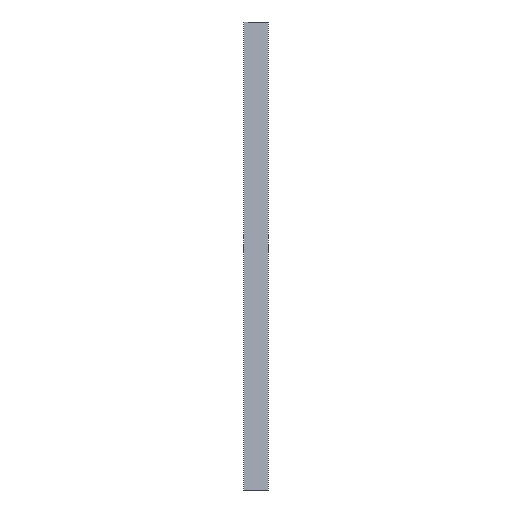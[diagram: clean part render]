
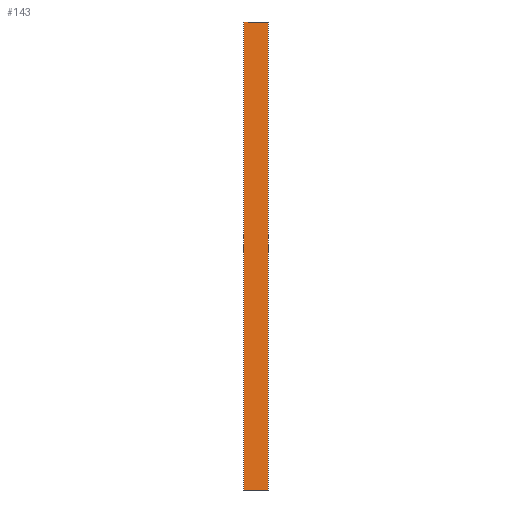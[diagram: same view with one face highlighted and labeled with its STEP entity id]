
A CAD part, front view. The second image highlights one B-rep face of the part: STEP entity #143.
In plain terms, the highlighted face is a extrusion surface.
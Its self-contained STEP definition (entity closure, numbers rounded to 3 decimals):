
#80=CARTESIAN_POINT('Vertex',(530.93,-1.121,654.)) ;
#83=CARTESIAN_POINT('Line Origine',(530.93,-1.121,327.)) ;
#87=CARTESIAN_POINT('Vertex',(530.93,-1.121,0.)) ;
#103=CARTESIAN_POINT('Control Point',(530.93,-1.121,0.)) ;
#104=CARTESIAN_POINT('Control Point',(524.301,-2.636,0.)) ;
#105=CARTESIAN_POINT('Control Point',(517.561,-4.172,0.)) ;
#106=CARTESIAN_POINT('Control Point',(510.721,-5.723,0.)) ;
#107=CARTESIAN_POINT('Control Point',(503.795,-7.284,0.)) ;
#108=CARTESIAN_POINT('Control Point',(496.794,-8.85,0.)) ;
#113=CARTESIAN_POINT('Control Point',(530.93,-1.121,654.)) ;
#114=CARTESIAN_POINT('Control Point',(524.301,-2.636,654.)) ;
#115=CARTESIAN_POINT('Control Point',(517.561,-4.172,654.)) ;
#116=CARTESIAN_POINT('Control Point',(510.721,-5.723,654.)) ;
#117=CARTESIAN_POINT('Control Point',(503.795,-7.284,654.)) ;
#118=CARTESIAN_POINT('Control Point',(496.794,-8.85,654.)) ;
#119=CARTESIAN_POINT('Vertex',(496.794,-8.85,654.)) ;
#122=CARTESIAN_POINT('Line Origine',(496.794,-8.85,327.)) ;
#126=CARTESIAN_POINT('Vertex',(496.794,-8.85,0.)) ;
#130=CARTESIAN_POINT('Control Point',(530.93,-1.121,0.)) ;
#131=CARTESIAN_POINT('Control Point',(524.301,-2.636,0.)) ;
#132=CARTESIAN_POINT('Control Point',(517.561,-4.172,0.)) ;
#133=CARTESIAN_POINT('Control Point',(510.721,-5.723,0.)) ;
#134=CARTESIAN_POINT('Control Point',(503.795,-7.284,0.)) ;
#135=CARTESIAN_POINT('Control Point',(496.794,-8.85,0.)) ;
#85=VECTOR('Line Direction',#84,1.) ;
#110=VECTOR('Extrusion Surface Vector',#109,1.) ;
#124=VECTOR('Line Direction',#123,1.) ;
#84=DIRECTION('Vector Direction',(0.,0.,1.)) ;
#109=DIRECTION('Vector Direction',(0.,0.,1.)) ;
#123=DIRECTION('Vector Direction',(0.,0.,1.)) ;
#86=LINE('Line',#83,#85) ;
#125=LINE('Line',#122,#124) ;
#89=EDGE_CURVE('',#88,#81,#86,.T.) ;
#121=EDGE_CURVE('',#81,#120,#112,.T.) ;
#128=EDGE_CURVE('',#127,#120,#125,.T.) ;
#136=EDGE_CURVE('',#88,#127,#129,.T.) ;
#138=ORIENTED_EDGE('',*,*,#121,.T.) ;
#139=ORIENTED_EDGE('',*,*,#128,.F.) ;
#140=ORIENTED_EDGE('',*,*,#136,.F.) ;
#141=ORIENTED_EDGE('',*,*,#89,.T.) ;
#137=EDGE_LOOP('',(#138,#139,#140,#141)) ;
#81=VERTEX_POINT('',#80) ;
#88=VERTEX_POINT('',#87) ;
#120=VERTEX_POINT('',#119) ;
#127=VERTEX_POINT('',#126) ;
#143=ADVANCED_FACE('PartBody',(#142),#111,.F.) ;
#102=B_SPLINE_CURVE_WITH_KNOTS('',5,(#103,#104,#105,#106,#107,#108),.UNSPECIFIED.,.F.,.U.,(6,6),(0.,35.),.UNSPECIFIED.) ;
#112=B_SPLINE_CURVE_WITH_KNOTS('',5,(#113,#114,#115,#116,#117,#118),.UNSPECIFIED.,.F.,.U.,(6,6),(500000.,500000.05),.UNSPECIFIED.) ;
#129=B_SPLINE_CURVE_WITH_KNOTS('',5,(#130,#131,#132,#133,#134,#135),.UNSPECIFIED.,.F.,.U.,(6,6),(500000.,500000.05),.UNSPECIFIED.) ;
#142=FACE_OUTER_BOUND('',#137,.T.) ;
#111=SURFACE_OF_LINEAR_EXTRUSION('generated tabulated cylinder',#102,#110) ;
